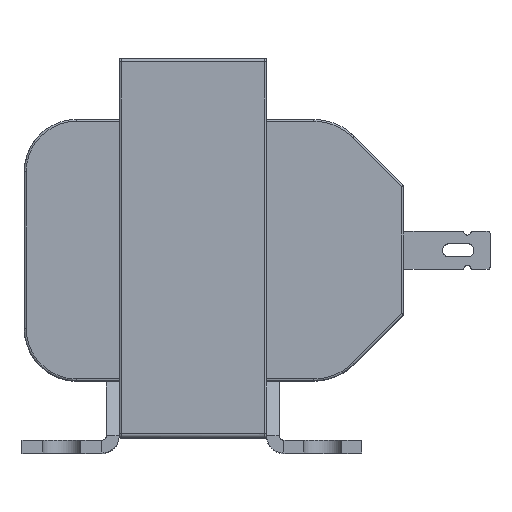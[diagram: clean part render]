
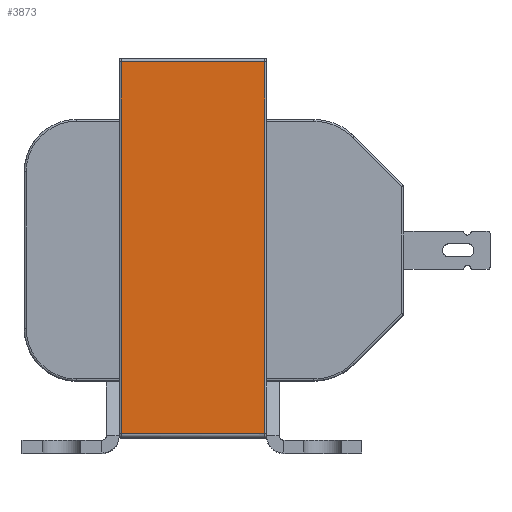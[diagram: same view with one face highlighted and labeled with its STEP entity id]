
A CAD part, top view. The second image highlights one B-rep face of the part: STEP entity #3873.
In plain terms, the highlighted free-form (B-spline) face has degree [1, 1] with [2, 2] control points.
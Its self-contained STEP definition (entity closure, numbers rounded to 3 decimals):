
#3873 = ADVANCED_FACE('',(#3874),#3904,.T.);
#3874 = FACE_BOUND('',#3875,.T.);
#3875 = EDGE_LOOP('',(#3876,#3885,#3892,#3899));
#3876 = ORIENTED_EDGE('',*,*,#3877,.T.);
#3877 = EDGE_CURVE('',#3878,#3880,#3882,.T.);
#3878 = VERTEX_POINT('',#3879);
#3879 = CARTESIAN_POINT('',(29.158,78.465,
    88.027));
#3880 = VERTEX_POINT('',#3881);
#3881 = CARTESIAN_POINT('',(0.381,78.465,
    88.027));
#3882 = B_SPLINE_CURVE_WITH_KNOTS('',1,(#3883,#3884),.UNSPECIFIED.,.F.,
  .F.,(2,2),(-19.456,-0.254),.PIECEWISE_BEZIER_KNOTS.);
#3883 = CARTESIAN_POINT('',(29.158,78.465,
    88.027));
#3884 = CARTESIAN_POINT('',(0.381,78.465,
    88.027));
#3885 = ORIENTED_EDGE('',*,*,#3886,.T.);
#3886 = EDGE_CURVE('',#3880,#3887,#3889,.T.);
#3887 = VERTEX_POINT('',#3888);
#3888 = CARTESIAN_POINT('',(0.381,3.856,
    88.027));
#3889 = B_SPLINE_CURVE_WITH_KNOTS('',1,(#3890,#3891),.UNSPECIFIED.,.F.,
  .F.,(2,2),(-52.357,-2.573),.PIECEWISE_BEZIER_KNOTS.);
#3890 = CARTESIAN_POINT('',(0.381,78.465,
    88.027));
#3891 = CARTESIAN_POINT('',(0.381,3.856,
    88.027));
#3892 = ORIENTED_EDGE('',*,*,#3893,.T.);
#3893 = EDGE_CURVE('',#3887,#3894,#3896,.T.);
#3894 = VERTEX_POINT('',#3895);
#3895 = CARTESIAN_POINT('',(29.158,3.856,
    88.027));
#3896 = B_SPLINE_CURVE_WITH_KNOTS('',1,(#3897,#3898),.UNSPECIFIED.,.F.,
  .F.,(2,2),(0.254,19.456),.PIECEWISE_BEZIER_KNOTS.);
#3897 = CARTESIAN_POINT('',(0.381,3.856,
    88.027));
#3898 = CARTESIAN_POINT('',(29.158,3.856,
    88.027));
#3899 = ORIENTED_EDGE('',*,*,#3900,.T.);
#3900 = EDGE_CURVE('',#3894,#3878,#3901,.T.);
#3901 = B_SPLINE_CURVE_WITH_KNOTS('',1,(#3902,#3903),.UNSPECIFIED.,.F.,
  .F.,(2,2),(2.573,52.357),.PIECEWISE_BEZIER_KNOTS.);
#3902 = CARTESIAN_POINT('',(29.158,3.856,
    88.027));
#3903 = CARTESIAN_POINT('',(29.158,78.465,
    88.027));
#3904 = B_SPLINE_SURFACE_WITH_KNOTS('',1,1,(
    (#3905,#3906)
    ,(#3907,#3908
    )),.UNSPECIFIED.,.F.,.F.,.F.,(2,2),(2,2),(0.254,19.456),(2.573,
    52.357),.PIECEWISE_BEZIER_KNOTS.);
#3905 = CARTESIAN_POINT('',(0.381,3.856,
    88.027));
#3906 = CARTESIAN_POINT('',(0.381,78.465,
    88.027));
#3907 = CARTESIAN_POINT('',(29.158,3.856,
    88.027));
#3908 = CARTESIAN_POINT('',(29.158,78.465,
    88.027));
